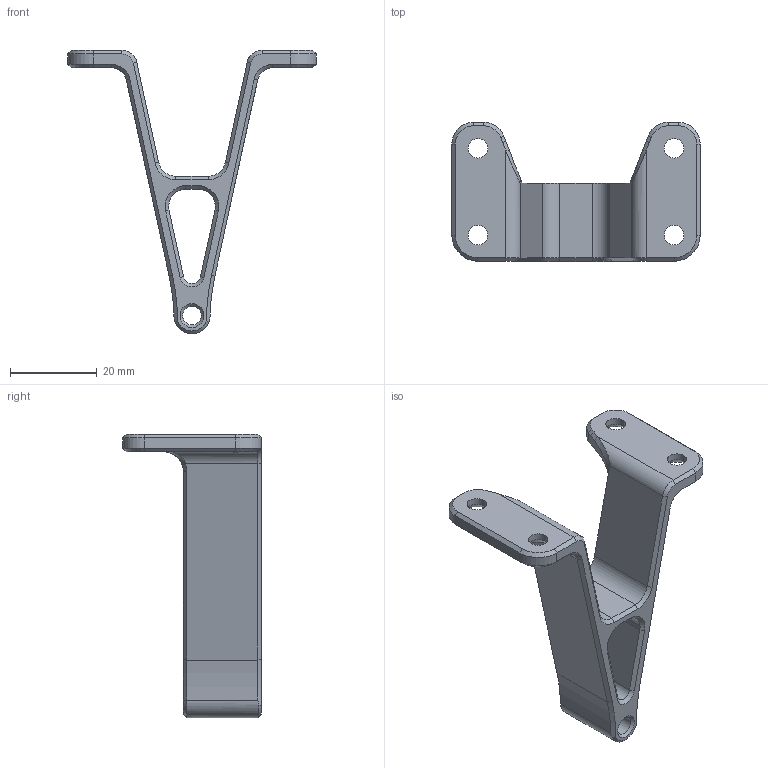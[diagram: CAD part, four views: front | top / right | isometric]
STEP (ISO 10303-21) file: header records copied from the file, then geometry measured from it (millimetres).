
FILE_DESCRIPTION(/* description */ (''),/* implementation_level */ '2;1');
FILE_NAME(/* name */ 'Third wheel holder.step',/* time_stamp */ '2020-12-27T20:31:20+01:00',/* author */ (''),/* organization */ (''),/* preprocessor_version */ 'ST-DEVELOPER v18.1',/* originating_system */ 'Autodesk Translation Framework v9.7.1.1290',/* authorisation */ '');
FILE_SCHEMA (('AUTOMOTIVE_DESIGN { 1 0 10303 214 3 1 1 }'));
Length unit declared in the file: millimetre
Products named in the file (1): TestWheelHolder
Bounding box: 57.22 x 32 x 65.25 mm (x, y, z)
Volume: 11276.8 mm3; surface area: 7651.8 mm2
Topology: 1 solids, 1 shells, 131 faces, 326 edges, 195 vertices
Faces by surface type: plane 51, cone 35, cylinder 25, bspline 20
Full cylindrical faces by diameter (mm): 4.3 x1, 4.5 x4
Entity records: 4523 total; most frequent: CARTESIAN_POINT 1492, ORIENTED_EDGE 652, DIRECTION 577, EDGE_CURVE 326, VERTEX_POINT 195, LINE 193, VECTOR 193, AXIS2_PLACEMENT_3D 192
